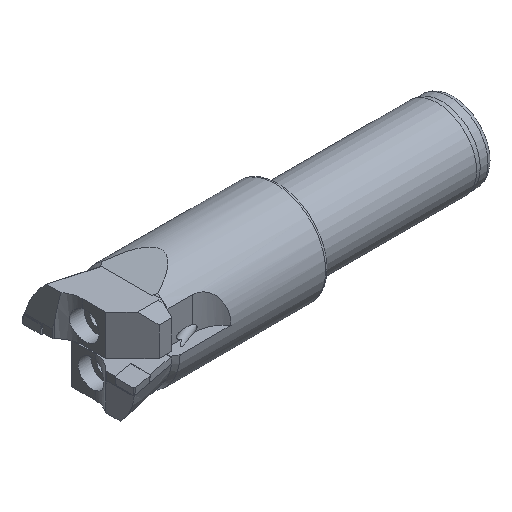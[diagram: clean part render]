
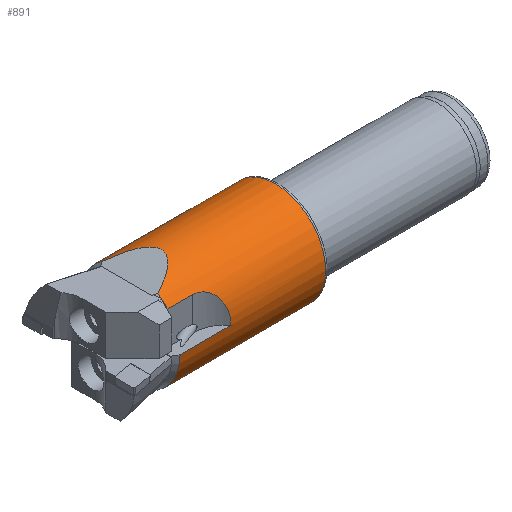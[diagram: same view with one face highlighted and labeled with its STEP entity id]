
A CAD part, isometric view. The second image highlights one B-rep face of the part: STEP entity #891.
In plain terms, the highlighted cylindrical face has radius 16 mm (diameter 32 mm), a full revolution.
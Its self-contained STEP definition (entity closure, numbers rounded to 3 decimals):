
#764=CYLINDRICAL_SURFACE('',#2363,16.);
#778=FACE_BOUND('',#1079,.T.);
#779=FACE_BOUND('',#1080,.T.);
#874=ELLIPSE('',#2349,61.819,16.);
#876=ELLIPSE('',#2355,61.819,16.);
#891=ADVANCED_FACE('',(#778,#779),#764,.T.);
#1079=EDGE_LOOP('',(#1523));
#1080=EDGE_LOOP('',(#1524,#1525,#1526,#1527,#1528,#1529,#1530,#1531,#1532,
#1533,#1534,#1535));
#1195=LINE('',#3059,#1317);
#1196=LINE('',#3070,#1318);
#1197=LINE('',#3073,#1319);
#1198=LINE('',#3084,#1320);
#1317=VECTOR('',#2553,1.);
#1318=VECTOR('',#2554,1.);
#1319=VECTOR('',#2557,1.);
#1320=VECTOR('',#2558,1.);
#1429=CIRCLE('',#2345,16.);
#1431=CIRCLE('',#2351,16.);
#1434=CIRCLE('',#2358,16.);
#1435=CIRCLE('',#2361,16.);
#1436=CIRCLE('',#2362,16.);
#1523=ORIENTED_EDGE('',*,*,#2121,.T.);
#1524=ORIENTED_EDGE('',*,*,#2104,.F.);
#1525=ORIENTED_EDGE('',*,*,#2110,.T.);
#1526=ORIENTED_EDGE('',*,*,#2114,.F.);
#1527=ORIENTED_EDGE('',*,*,#2122,.F.);
#1528=ORIENTED_EDGE('',*,*,#2123,.F.);
#1529=ORIENTED_EDGE('',*,*,#2124,.T.);
#1530=ORIENTED_EDGE('',*,*,#2093,.F.);
#1531=ORIENTED_EDGE('',*,*,#2099,.T.);
#1532=ORIENTED_EDGE('',*,*,#2125,.F.);
#1533=ORIENTED_EDGE('',*,*,#2126,.F.);
#1534=ORIENTED_EDGE('',*,*,#2127,.F.);
#1535=ORIENTED_EDGE('',*,*,#2128,.T.);
#1936=VERTEX_POINT('',#2976);
#1937=VERTEX_POINT('',#2978);
#1941=VERTEX_POINT('',#2991);
#1946=VERTEX_POINT('',#3014);
#1947=VERTEX_POINT('',#3016);
#1951=VERTEX_POINT('',#3029);
#1954=VERTEX_POINT('',#3043);
#1959=VERTEX_POINT('',#3058);
#1960=VERTEX_POINT('',#3060);
#1961=VERTEX_POINT('',#3069);
#1962=VERTEX_POINT('',#3072);
#1963=VERTEX_POINT('',#3074);
#1964=VERTEX_POINT('',#3083);
#2093=EDGE_CURVE('',#1936,#1937,#1429,.T.);
#2099=EDGE_CURVE('',#1936,#1941,#874,.T.);
#2104=EDGE_CURVE('',#1946,#1947,#1431,.T.);
#2110=EDGE_CURVE('',#1946,#1951,#876,.T.);
#2114=EDGE_CURVE('',#1954,#1951,#1434,.T.);
#2121=EDGE_CURVE('',#1959,#1959,#1435,.T.);
#2122=EDGE_CURVE('',#1960,#1954,#1195,.T.);
#2123=EDGE_CURVE('',#1961,#1960,#2324,.T.);
#2124=EDGE_CURVE('',#1961,#1937,#1196,.T.);
#2125=EDGE_CURVE('',#1962,#1941,#1436,.T.);
#2126=EDGE_CURVE('',#1963,#1962,#1197,.T.);
#2127=EDGE_CURVE('',#1964,#1963,#2325,.T.);
#2128=EDGE_CURVE('',#1964,#1947,#1198,.T.);
#2324=B_SPLINE_CURVE_WITH_KNOTS('',3,(#3061,#3062,#3063,#3064,#3065,#3066,
#3067,#3068),.UNSPECIFIED.,.F.,.F.,(4,2,2,4),(0.,0.5,0.75,1.),
 .UNSPECIFIED.);
#2325=B_SPLINE_CURVE_WITH_KNOTS('',3,(#3075,#3076,#3077,#3078,#3079,#3080,
#3081,#3082),.UNSPECIFIED.,.F.,.F.,(4,2,2,4),(0.,0.5,0.75,1.),
 .UNSPECIFIED.);
#2345=AXIS2_PLACEMENT_3D('',#2977,#2509,#2510);
#2349=AXIS2_PLACEMENT_3D('',#2992,#2519,#2520);
#2351=AXIS2_PLACEMENT_3D('',#3015,#2523,#2524);
#2355=AXIS2_PLACEMENT_3D('',#3030,#2533,#2534);
#2358=AXIS2_PLACEMENT_3D('',#3044,#2539,#2540);
#2361=AXIS2_PLACEMENT_3D('',#3057,#2551,#2552);
#2362=AXIS2_PLACEMENT_3D('',#3071,#2555,#2556);
#2363=AXIS2_PLACEMENT_3D('',#3085,#2559,#2560);
#2509=DIRECTION('',(-1.,0.,0.));
#2510=DIRECTION('',(0.,0.,1.));
#2519=DIRECTION('',(0.259,0.,-0.966));
#2520=DIRECTION('',(-0.966,0.,-0.259));
#2523=DIRECTION('',(-1.,0.,0.));
#2524=DIRECTION('',(0.,0.,1.));
#2533=DIRECTION('',(0.259,0.,0.966));
#2534=DIRECTION('',(-0.966,0.,0.259));
#2539=DIRECTION('',(-1.,0.,0.));
#2540=DIRECTION('',(0.,0.,1.));
#2551=DIRECTION('',(-1.,0.,0.));
#2552=DIRECTION('',(0.,0.,1.));
#2553=DIRECTION('',(-1.,0.,0.));
#2554=DIRECTION('',(-1.,0.,0.));
#2555=DIRECTION('',(-1.,0.,0.));
#2556=DIRECTION('',(0.,0.,1.));
#2557=DIRECTION('',(-1.,0.,0.));
#2558=DIRECTION('',(-1.,0.,0.));
#2559=DIRECTION('',(-1.,0.,0.));
#2560=DIRECTION('',(0.,0.,1.));
#2976=CARTESIAN_POINT('',(2.,8.864,13.321));
#2977=CARTESIAN_POINT('',(2.,0.,0.));
#2978=CARTESIAN_POINT('',(2.,16.,0.));
#2991=CARTESIAN_POINT('',(2.,-8.864,13.321));
#2992=CARTESIAN_POINT('',(-47.713,0.,0.));
#3014=CARTESIAN_POINT('',(2.,-8.864,-13.321));
#3015=CARTESIAN_POINT('',(2.,0.,0.));
#3016=CARTESIAN_POINT('',(2.,-16.,0.));
#3029=CARTESIAN_POINT('',(2.,8.864,-13.321));
#3030=CARTESIAN_POINT('',(-47.713,0.,0.));
#3043=CARTESIAN_POINT('',(2.,12.,-10.583));
#3044=CARTESIAN_POINT('',(2.,0.,0.));
#3057=CARTESIAN_POINT('',(48.38,0.,0.));
#3058=CARTESIAN_POINT('',(48.38,0.,16.));
#3059=CARTESIAN_POINT('',(0.,12.,-10.583));
#3060=CARTESIAN_POINT('',(10.,12.,-10.583));
#3061=CARTESIAN_POINT('',(18.246,16.,0.));
#3062=CARTESIAN_POINT('',(18.246,16.,-2.66));
#3063=CARTESIAN_POINT('',(17.81,15.277,-5.28));
#3064=CARTESIAN_POINT('',(15.793,13.701,-8.342));
#3065=CARTESIAN_POINT('',(14.875,13.124,-9.178));
#3066=CARTESIAN_POINT('',(12.65,12.27,-10.292));
#3067=CARTESIAN_POINT('',(11.339,12.,-10.583));
#3068=CARTESIAN_POINT('',(10.,12.,-10.583));
#3069=CARTESIAN_POINT('',(18.246,16.,0.));
#3070=CARTESIAN_POINT('',(0.,16.,0.));
#3071=CARTESIAN_POINT('',(2.,0.,0.));
#3072=CARTESIAN_POINT('',(2.,-12.,10.583));
#3073=CARTESIAN_POINT('',(0.,-12.,10.583));
#3074=CARTESIAN_POINT('',(10.,-12.,10.583));
#3075=CARTESIAN_POINT('',(18.246,-16.,0.));
#3076=CARTESIAN_POINT('',(18.246,-16.,2.66));
#3077=CARTESIAN_POINT('',(17.81,-15.277,5.28));
#3078=CARTESIAN_POINT('',(15.793,-13.701,8.342));
#3079=CARTESIAN_POINT('',(14.875,-13.124,9.178));
#3080=CARTESIAN_POINT('',(12.65,-12.27,10.292));
#3081=CARTESIAN_POINT('',(11.339,-12.,10.583));
#3082=CARTESIAN_POINT('',(10.,-12.,10.583));
#3083=CARTESIAN_POINT('',(18.246,-16.,0.));
#3084=CARTESIAN_POINT('',(0.,-16.,0.));
#3085=CARTESIAN_POINT('',(0.,0.,0.));
